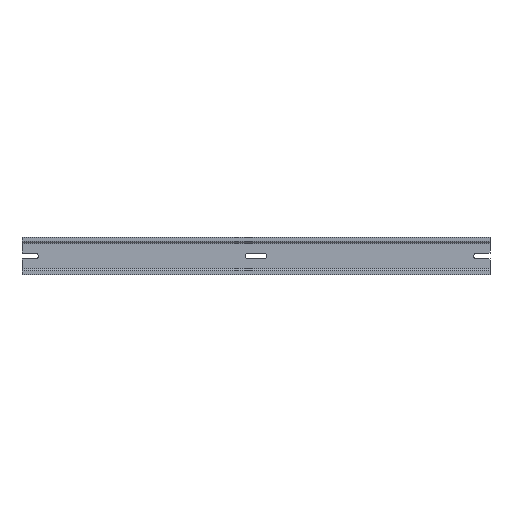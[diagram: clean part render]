
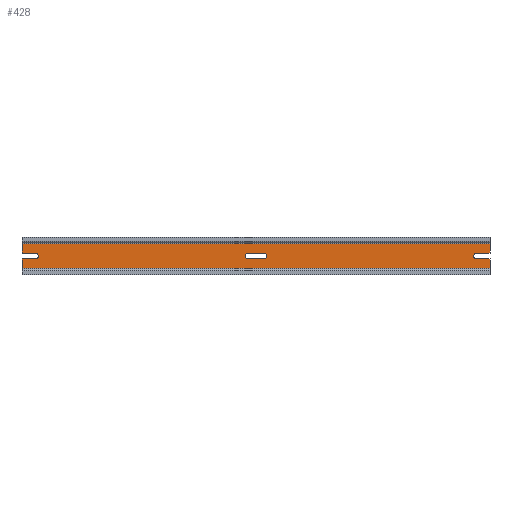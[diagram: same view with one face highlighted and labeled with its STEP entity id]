
A CAD part, top view. The second image highlights one B-rep face of the part: STEP entity #428.
In plain terms, the highlighted planar face has unit normal (0, 0, 1).
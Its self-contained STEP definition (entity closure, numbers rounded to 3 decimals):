
#87=AXIS2_PLACEMENT_3D('Circle Axis2P3D',#85,#86,$) ;
#296=AXIS2_PLACEMENT_3D('Circle Axis2P3D',#294,#295,$) ;
#317=AXIS2_PLACEMENT_3D('Plane Axis2P3D',#314,#315,#316) ;
#351=AXIS2_PLACEMENT_3D('Circle Axis2P3D',#349,#350,$) ;
#393=AXIS2_PLACEMENT_3D('Circle Axis2P3D',#391,#392,$) ;
#43=CARTESIAN_POINT('Vertex',(209.25,20.25,1.5)) ;
#57=CARTESIAN_POINT('Vertex',(223.75,20.25,1.5)) ;
#60=CARTESIAN_POINT('Line Origine',(216.5,20.25,1.5)) ;
#85=CARTESIAN_POINT('Axis2P3D Location',(209.25,17.5,1.5)) ;
#89=CARTESIAN_POINT('Vertex',(209.25,14.75,1.5)) ;
#294=CARTESIAN_POINT('Axis2P3D Location',(223.75,17.5,1.5)) ;
#298=CARTESIAN_POINT('Vertex',(223.75,14.75,1.5)) ;
#314=CARTESIAN_POINT('Axis2P3D Location',(0.,29.,1.5)) ;
#319=CARTESIAN_POINT('Line Origine',(0.,10.375,1.5)) ;
#323=CARTESIAN_POINT('Vertex',(0.,14.75,1.5)) ;
#325=CARTESIAN_POINT('Vertex',(0.,6.,1.5)) ;
#328=CARTESIAN_POINT('Line Origine',(216.5,6.,1.5)) ;
#332=CARTESIAN_POINT('Vertex',(433.,6.,1.5)) ;
#335=CARTESIAN_POINT('Line Origine',(433.,10.375,1.5)) ;
#339=CARTESIAN_POINT('Vertex',(433.,14.75,1.5)) ;
#342=CARTESIAN_POINT('Line Origine',(426.875,14.75,1.5)) ;
#346=CARTESIAN_POINT('Vertex',(420.75,14.75,1.5)) ;
#349=CARTESIAN_POINT('Axis2P3D Location',(420.75,17.5,1.5)) ;
#353=CARTESIAN_POINT('Vertex',(420.75,20.25,1.5)) ;
#356=CARTESIAN_POINT('Line Origine',(426.875,20.25,1.5)) ;
#360=CARTESIAN_POINT('Vertex',(433.,20.25,1.5)) ;
#363=CARTESIAN_POINT('Line Origine',(433.,24.625,1.5)) ;
#367=CARTESIAN_POINT('Vertex',(433.,29.,1.5)) ;
#370=CARTESIAN_POINT('Line Origine',(216.5,29.,1.5)) ;
#374=CARTESIAN_POINT('Vertex',(0.,29.,1.5)) ;
#377=CARTESIAN_POINT('Line Origine',(0.,24.625,1.5)) ;
#381=CARTESIAN_POINT('Vertex',(0.,20.25,1.5)) ;
#384=CARTESIAN_POINT('Line Origine',(6.125,20.25,1.5)) ;
#388=CARTESIAN_POINT('Vertex',(12.25,20.25,1.5)) ;
#391=CARTESIAN_POINT('Axis2P3D Location',(12.25,17.5,1.5)) ;
#395=CARTESIAN_POINT('Vertex',(12.25,14.75,1.5)) ;
#398=CARTESIAN_POINT('Line Origine',(6.125,14.75,1.5)) ;
#417=CARTESIAN_POINT('Line Origine',(216.5,14.75,1.5)) ;
#61=DIRECTION('Vector Direction',(1.,0.,0.)) ;
#86=DIRECTION('Axis2P3D Direction',(0.,-0.,1.)) ;
#295=DIRECTION('Axis2P3D Direction',(0.,0.,1.)) ;
#315=DIRECTION('Axis2P3D Direction',(-0.,0.,1.)) ;
#316=DIRECTION('Axis2P3D XDirection',(0.,-1.,0.)) ;
#320=DIRECTION('Vector Direction',(0.,-1.,0.)) ;
#329=DIRECTION('Vector Direction',(1.,0.,0.)) ;
#336=DIRECTION('Vector Direction',(0.,-1.,0.)) ;
#343=DIRECTION('Vector Direction',(1.,0.,0.)) ;
#350=DIRECTION('Axis2P3D Direction',(-0.,0.,1.)) ;
#357=DIRECTION('Vector Direction',(1.,0.,0.)) ;
#364=DIRECTION('Vector Direction',(0.,-1.,0.)) ;
#371=DIRECTION('Vector Direction',(1.,0.,0.)) ;
#378=DIRECTION('Vector Direction',(0.,-1.,0.)) ;
#385=DIRECTION('Vector Direction',(-1.,0.,0.)) ;
#392=DIRECTION('Axis2P3D Direction',(-0.,0.,1.)) ;
#399=DIRECTION('Vector Direction',(-1.,0.,0.)) ;
#418=DIRECTION('Vector Direction',(-1.,0.,0.)) ;
#62=VECTOR('Line Direction',#61,1.) ;
#321=VECTOR('Line Direction',#320,1.) ;
#330=VECTOR('Line Direction',#329,1.) ;
#337=VECTOR('Line Direction',#336,1.) ;
#344=VECTOR('Line Direction',#343,1.) ;
#358=VECTOR('Line Direction',#357,1.) ;
#365=VECTOR('Line Direction',#364,1.) ;
#372=VECTOR('Line Direction',#371,1.) ;
#379=VECTOR('Line Direction',#378,1.) ;
#386=VECTOR('Line Direction',#385,1.) ;
#400=VECTOR('Line Direction',#399,1.) ;
#419=VECTOR('Line Direction',#418,1.) ;
#404=ORIENTED_EDGE('',*,*,#327,.T.) ;
#405=ORIENTED_EDGE('',*,*,#334,.T.) ;
#406=ORIENTED_EDGE('',*,*,#341,.F.) ;
#407=ORIENTED_EDGE('',*,*,#348,.F.) ;
#408=ORIENTED_EDGE('',*,*,#355,.F.) ;
#409=ORIENTED_EDGE('',*,*,#362,.T.) ;
#410=ORIENTED_EDGE('',*,*,#369,.F.) ;
#411=ORIENTED_EDGE('',*,*,#376,.F.) ;
#412=ORIENTED_EDGE('',*,*,#383,.T.) ;
#413=ORIENTED_EDGE('',*,*,#390,.F.) ;
#414=ORIENTED_EDGE('',*,*,#397,.F.) ;
#415=ORIENTED_EDGE('',*,*,#402,.T.) ;
#423=ORIENTED_EDGE('',*,*,#300,.F.) ;
#424=ORIENTED_EDGE('',*,*,#421,.T.) ;
#425=ORIENTED_EDGE('',*,*,#91,.F.) ;
#426=ORIENTED_EDGE('',*,*,#64,.T.) ;
#427=FACE_BOUND('',#422,.T.) ;
#428=ADVANCED_FACE('Rail',(#416,#427),#318,.T.) ;
#88=CIRCLE('generated circle',#87,2.75) ;
#297=CIRCLE('generated circle',#296,2.75) ;
#352=CIRCLE('generated circle',#351,2.75) ;
#394=CIRCLE('generated circle',#393,2.75) ;
#64=EDGE_CURVE('',#44,#58,#63,.T.) ;
#91=EDGE_CURVE('',#44,#90,#88,.T.) ;
#300=EDGE_CURVE('',#299,#58,#297,.T.) ;
#327=EDGE_CURVE('',#324,#326,#322,.T.) ;
#334=EDGE_CURVE('',#326,#333,#331,.T.) ;
#341=EDGE_CURVE('',#340,#333,#338,.T.) ;
#348=EDGE_CURVE('',#347,#340,#345,.T.) ;
#355=EDGE_CURVE('',#354,#347,#352,.T.) ;
#362=EDGE_CURVE('',#354,#361,#359,.T.) ;
#369=EDGE_CURVE('',#368,#361,#366,.T.) ;
#376=EDGE_CURVE('',#375,#368,#373,.T.) ;
#383=EDGE_CURVE('',#375,#382,#380,.T.) ;
#390=EDGE_CURVE('',#389,#382,#387,.T.) ;
#397=EDGE_CURVE('',#396,#389,#394,.T.) ;
#402=EDGE_CURVE('',#396,#324,#401,.T.) ;
#421=EDGE_CURVE('',#299,#90,#420,.T.) ;
#403=EDGE_LOOP('',(#404,#405,#406,#407,#408,#409,#410,#411,#412,#413,#414,#415)) ;
#422=EDGE_LOOP('',(#423,#424,#425,#426)) ;
#416=FACE_OUTER_BOUND('',#403,.T.) ;
#63=LINE('Line',#60,#62) ;
#322=LINE('Line',#319,#321) ;
#331=LINE('Line',#328,#330) ;
#338=LINE('Line',#335,#337) ;
#345=LINE('Line',#342,#344) ;
#359=LINE('Line',#356,#358) ;
#366=LINE('Line',#363,#365) ;
#373=LINE('Line',#370,#372) ;
#380=LINE('Line',#377,#379) ;
#387=LINE('Line',#384,#386) ;
#401=LINE('Line',#398,#400) ;
#420=LINE('Line',#417,#419) ;
#318=PLANE('',#317) ;
#44=VERTEX_POINT('',#43) ;
#58=VERTEX_POINT('',#57) ;
#90=VERTEX_POINT('',#89) ;
#299=VERTEX_POINT('',#298) ;
#324=VERTEX_POINT('',#323) ;
#326=VERTEX_POINT('',#325) ;
#333=VERTEX_POINT('',#332) ;
#340=VERTEX_POINT('',#339) ;
#347=VERTEX_POINT('',#346) ;
#354=VERTEX_POINT('',#353) ;
#361=VERTEX_POINT('',#360) ;
#368=VERTEX_POINT('',#367) ;
#375=VERTEX_POINT('',#374) ;
#382=VERTEX_POINT('',#381) ;
#389=VERTEX_POINT('',#388) ;
#396=VERTEX_POINT('',#395) ;
